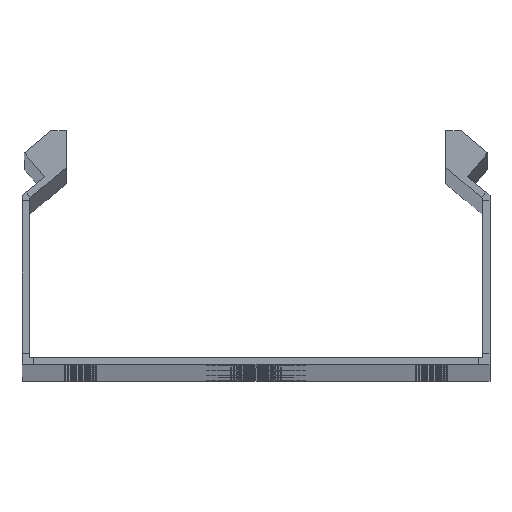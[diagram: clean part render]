
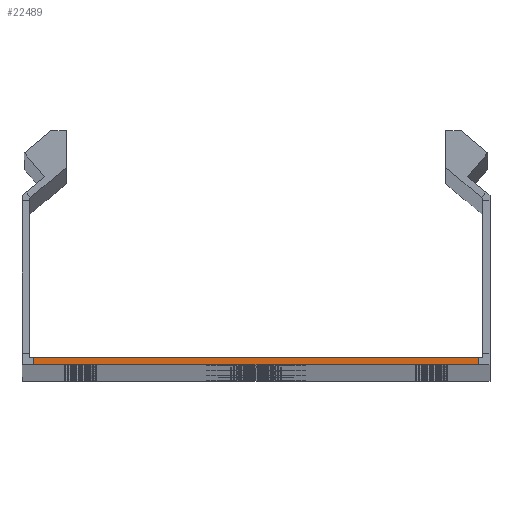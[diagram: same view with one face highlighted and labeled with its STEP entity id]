
A CAD part, top view. The second image highlights one B-rep face of the part: STEP entity #22489.
In plain terms, the highlighted planar face has unit normal (0, 0, 1).
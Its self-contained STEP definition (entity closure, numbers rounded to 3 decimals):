
#44 = EDGE_CURVE ( 'NONE', #24640, #2927, #7152, .T. ) ;
#693 = CARTESIAN_POINT ( 'NONE',  ( 47.5, 1.5, 1000. ) ) ;
#1568 = VERTEX_POINT ( 'NONE', #16486 ) ;
#2927 = VERTEX_POINT ( 'NONE', #693 ) ;
#4020 = EDGE_LOOP ( 'NONE', ( #17361, #30020, #23461, #18168 ) ) ;
#6167 = EDGE_CURVE ( 'NONE', #2927, #12030, #26072, .T. ) ;
#6192 = CARTESIAN_POINT ( 'NONE',  ( 47.5, 0., 1000. ) ) ;
#7152 = LINE ( 'NONE', #6192, #23130 ) ;
#7208 = CARTESIAN_POINT ( 'NONE',  ( -47.5, 1.5, 1000. ) ) ;
#7314 = VECTOR ( 'NONE', #8243, 1000. ) ;
#8155 = CARTESIAN_POINT ( 'NONE',  ( 48.5, 2.5, 1000. ) ) ;
#8243 = DIRECTION ( 'NONE',  ( -1., 0., 0. ) ) ;
#8289 = AXIS2_PLACEMENT_3D ( 'NONE', #8155, #25373, #8483 ) ;
#8483 = DIRECTION ( 'NONE',  ( 1., 0., 0. ) ) ;
#8852 = LINE ( 'NONE', #24929, #7314 ) ;
#9343 = EDGE_CURVE ( 'NONE', #24640, #1568, #8852, .T. ) ;
#11778 = DIRECTION ( 'NONE',  ( -1., 0., 0. ) ) ;
#12030 = VERTEX_POINT ( 'NONE', #7208 ) ;
#14335 = CARTESIAN_POINT ( 'NONE',  ( -50., 1.5, 1000. ) ) ;
#16486 = CARTESIAN_POINT ( 'NONE',  ( -47.5, 0., 1000. ) ) ;
#17275 = CARTESIAN_POINT ( 'NONE',  ( -47.5, 1.5, 1000. ) ) ;
#17361 = ORIENTED_EDGE ( 'NONE', *, *, #9343, .F. ) ;
#18168 = ORIENTED_EDGE ( 'NONE', *, *, #21424, .T. ) ;
#18542 = LINE ( 'NONE', #17275, #21986 ) ;
#19647 = DIRECTION ( 'NONE',  ( 0., -1., 0. ) ) ;
#21424 = EDGE_CURVE ( 'NONE', #12030, #1568, #18542, .T. ) ;
#21986 = VECTOR ( 'NONE', #19647, 1000. ) ;
#22025 = CARTESIAN_POINT ( 'NONE',  ( 47.5, 0., 1000. ) ) ;
#22489 = ADVANCED_FACE ( 'NONE', ( #28379 ), #22746, .T. ) ;
#22746 = PLANE ( 'NONE',  #8289 ) ;
#23130 = VECTOR ( 'NONE', #30509, 1000. ) ;
#23461 = ORIENTED_EDGE ( 'NONE', *, *, #6167, .T. ) ;
#24640 = VERTEX_POINT ( 'NONE', #22025 ) ;
#24929 = CARTESIAN_POINT ( 'NONE',  ( -50., 0., 1000. ) ) ;
#25269 = VECTOR ( 'NONE', #11778, 1000. ) ;
#25373 = DIRECTION ( 'NONE',  ( 0., 0., 1. ) ) ;
#26072 = LINE ( 'NONE', #14335, #25269 ) ;
#28379 = FACE_OUTER_BOUND ( 'NONE', #4020, .T. ) ;
#30020 = ORIENTED_EDGE ( 'NONE', *, *, #44, .T. ) ;
#30509 = DIRECTION ( 'NONE',  ( 0., 1., 0. ) ) ;
